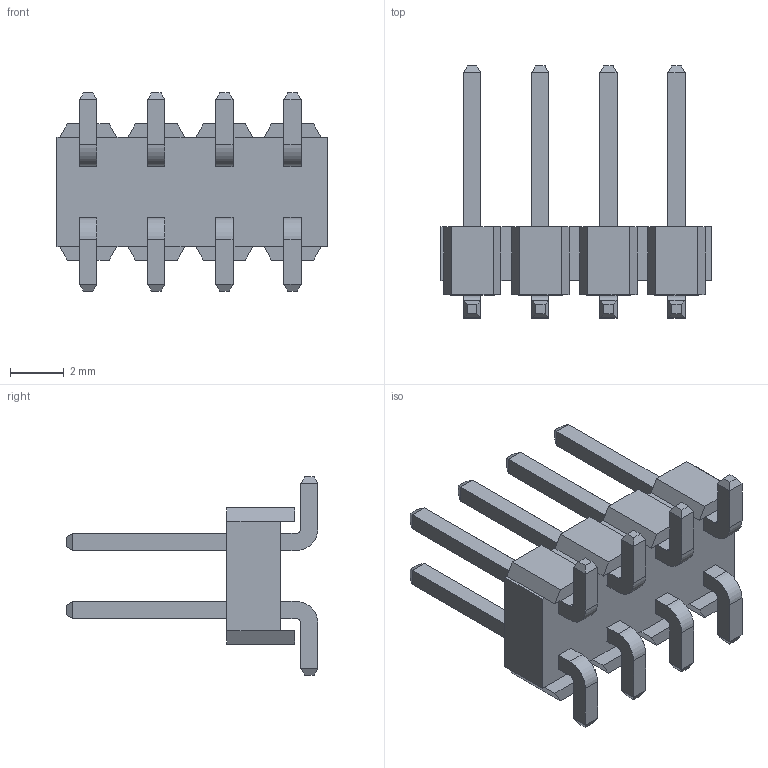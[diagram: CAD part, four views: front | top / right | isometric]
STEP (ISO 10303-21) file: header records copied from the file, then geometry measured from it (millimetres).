
FILE_DESCRIPTION (( 'STEP AP203' ), '1' );
FILE_NAME ('CH8108xM100-00-NH.STEP', '2018-08-09T07:12:29', ( '' ), ( '' ), 'SwSTEP 2.0', 'SolidWorks 2017', '' );
FILE_SCHEMA (( 'CONFIG_CONTROL_DESIGN' ));
Length unit declared in the file: millimetre
Products named in the file (3): CH8108xM100-00-NH; CH84-M00; CH81 BASE xx_08
Assembly tree (9 placements, depth 2):
  CH8108xM100-00-NH
    CH81 BASE xx_08
    CH84-M00  x8
Bounding box: 10.1 x 9.4 x 7.4 mm (x, y, z)
Volume: 131.1 mm3; surface area: 450.8 mm2
Topology: 9 solids, 9 shells, 230 faces, 556 edges, 344 vertices
Faces by surface type: plane 214, cylinder 16
Entity records: 3693 total; most frequent: CARTESIAN_POINT 568, ORIENTED_EDGE 552, DIRECTION 512, EDGE_CURVE 276, VECTOR 272, LINE 272, VERTEX_POINT 176, AXIS2_PLACEMENT_3D 120
